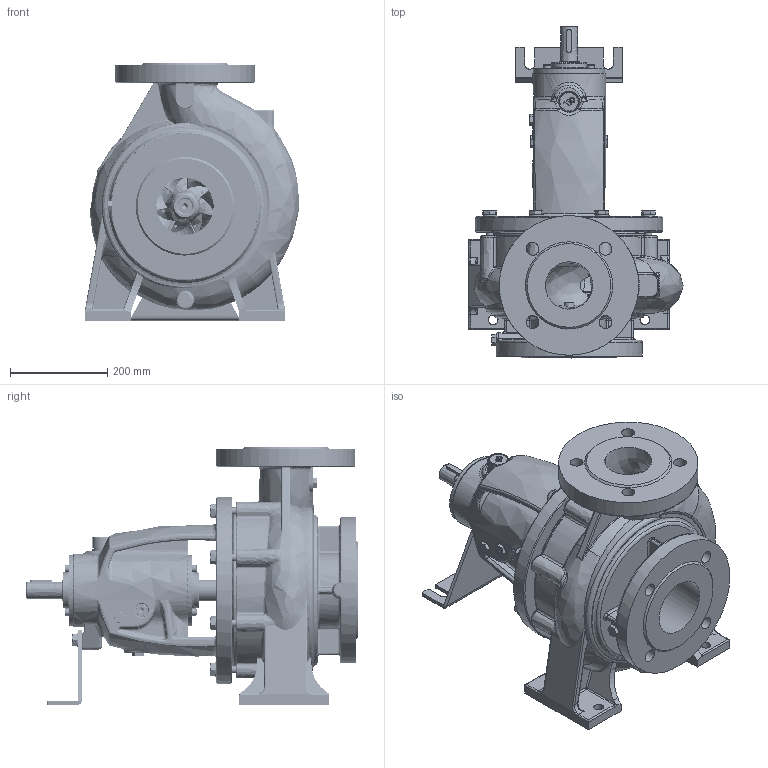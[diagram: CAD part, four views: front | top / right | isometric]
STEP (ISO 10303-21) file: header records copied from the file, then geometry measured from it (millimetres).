
FILE_DESCRIPTION(('FreeCAD Model'),'2;1');
FILE_NAME('Open CASCADE Shape Model','2025-05-09T17:00:31',('FreeCAD'),( 'FreeCAD'),'Open CASCADE STEP processor 7.6','FreeCAD','Unknown');
FILE_SCHEMA(('AUTOMOTIVE_DESIGN { 1 0 10303 214 1 1 1 1 }'));
Products named in the file (1): Open CASCADE STEP translator 7.6 1
Bounding box: 440.85 x 683.23 x 529.87 mm (x, y, z)
Volume: 23447101.5 mm3; surface area: 3061688.6 mm2
Topology: 77 solids, 79 shells, 2482 faces, 5990 edges, 3570 vertices
Faces by surface type: bspline 2482
Entity records: 105464 total; most frequent: CARTESIAN_POINT 71569, ORIENTED_EDGE 11650, EDGE_CURVE 5825, VERTEX_POINT 3576, B_SPLINE_CURVE_WITH_KNOTS 3264, FACE_BOUND 2827, EDGE_LOOP 2821, ADVANCED_FACE 2476
